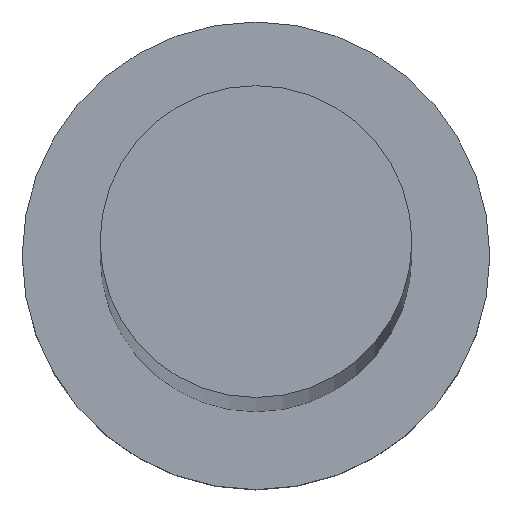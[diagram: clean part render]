
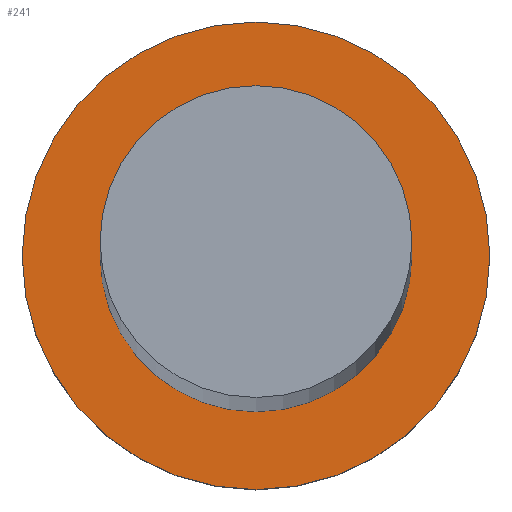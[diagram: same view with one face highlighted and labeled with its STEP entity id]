
A CAD part, top view. The second image highlights one B-rep face of the part: STEP entity #241.
In plain terms, the highlighted planar face has unit normal (0, 0, 1).
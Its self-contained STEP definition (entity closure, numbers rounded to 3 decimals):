
#3 = FACE_OUTER_BOUND ( 'NONE', #215, .T. ) ;
#6 = VERTEX_POINT ( 'NONE', #140 ) ;
#8 = CIRCLE ( 'NONE', #67, 9. ) ;
#11 = CARTESIAN_POINT ( 'NONE',  ( 6., 0., 7. ) ) ;
#13 = CARTESIAN_POINT ( 'NONE',  ( -9., 0., 7. ) ) ;
#19 = AXIS2_PLACEMENT_3D ( 'NONE', #125, #148, #73 ) ;
#36 = ORIENTED_EDGE ( 'NONE', *, *, #134, .F. ) ;
#39 = VERTEX_POINT ( 'NONE', #13 ) ;
#51 = DIRECTION ( 'NONE',  ( 0., 0., 1. ) ) ;
#57 = CARTESIAN_POINT ( 'NONE',  ( 0., 0., 7. ) ) ;
#60 = VERTEX_POINT ( 'NONE', #223 ) ;
#66 = CIRCLE ( 'NONE', #152, 6. ) ;
#67 = AXIS2_PLACEMENT_3D ( 'NONE', #208, #51, #180 ) ;
#73 = DIRECTION ( 'NONE',  ( 1., 0., 0. ) ) ;
#81 = EDGE_LOOP ( 'NONE', ( #36, #158 ) ) ;
#88 = CARTESIAN_POINT ( 'NONE',  ( 0., 0., 7. ) ) ;
#102 = EDGE_CURVE ( 'NONE', #6, #39, #173, .T. ) ;
#105 = DIRECTION ( 'NONE',  ( 0., 0., 1. ) ) ;
#110 = AXIS2_PLACEMENT_3D ( 'NONE', #57, #116, #212 ) ;
#113 = ORIENTED_EDGE ( 'NONE', *, *, #178, .T. ) ;
#116 = DIRECTION ( 'NONE',  ( 0., 0., 1. ) ) ;
#124 = CARTESIAN_POINT ( 'NONE',  ( 0., 0., 7. ) ) ;
#125 = CARTESIAN_POINT ( 'NONE',  ( 0., 0., 7. ) ) ;
#134 = EDGE_CURVE ( 'NONE', #60, #157, #66, .T. ) ;
#140 = CARTESIAN_POINT ( 'NONE',  ( 9., 0., 7. ) ) ;
#141 = AXIS2_PLACEMENT_3D ( 'NONE', #124, #253, #163 ) ;
#148 = DIRECTION ( 'NONE',  ( 0., 0., 1. ) ) ;
#152 = AXIS2_PLACEMENT_3D ( 'NONE', #88, #105, #227 ) ;
#157 = VERTEX_POINT ( 'NONE', #11 ) ;
#158 = ORIENTED_EDGE ( 'NONE', *, *, #161, .F. ) ;
#161 = EDGE_CURVE ( 'NONE', #157, #60, #242, .T. ) ;
#163 = DIRECTION ( 'NONE',  ( 1., 0., 0. ) ) ;
#170 = ORIENTED_EDGE ( 'NONE', *, *, #102, .T. ) ;
#173 = CIRCLE ( 'NONE', #141, 9. ) ;
#178 = EDGE_CURVE ( 'NONE', #39, #6, #8, .T. ) ;
#180 = DIRECTION ( 'NONE',  ( 1., 0., 0. ) ) ;
#194 = PLANE ( 'NONE',  #110 ) ;
#208 = CARTESIAN_POINT ( 'NONE',  ( 0., 0., 7. ) ) ;
#212 = DIRECTION ( 'NONE',  ( 1., 0., 0. ) ) ;
#215 = EDGE_LOOP ( 'NONE', ( #113, #170 ) ) ;
#218 = FACE_BOUND ( 'NONE', #81, .T. ) ;
#223 = CARTESIAN_POINT ( 'NONE',  ( -6., 0., 7. ) ) ;
#227 = DIRECTION ( 'NONE',  ( 1., 0., 0. ) ) ;
#241 = ADVANCED_FACE ( 'NONE', ( #218, #3 ), #194, .T. ) ;
#242 = CIRCLE ( 'NONE', #19, 6. ) ;
#253 = DIRECTION ( 'NONE',  ( 0., 0., 1. ) ) ;
